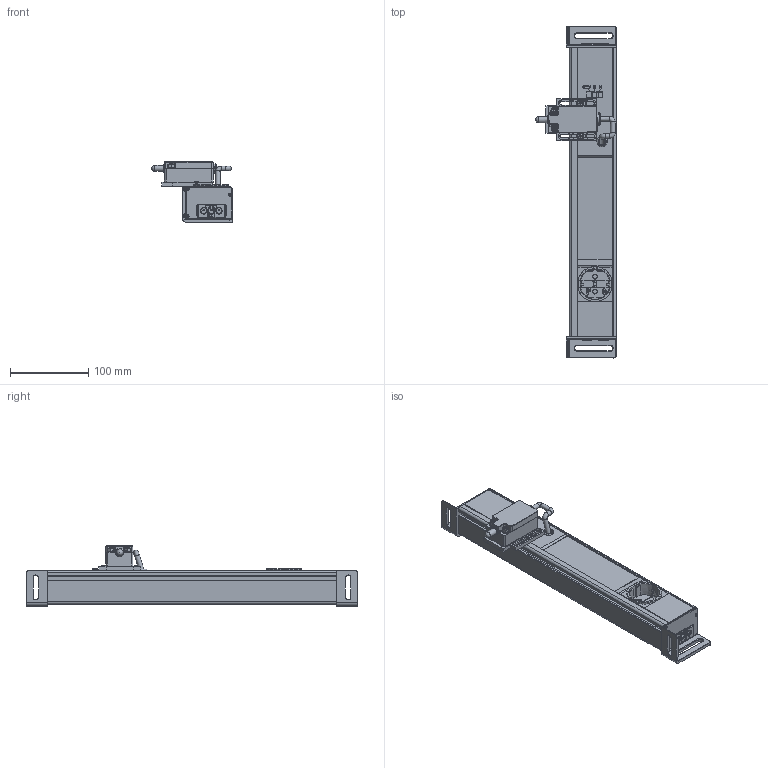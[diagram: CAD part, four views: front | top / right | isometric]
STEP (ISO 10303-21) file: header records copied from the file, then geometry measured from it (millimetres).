
FILE_DESCRIPTION(/* description */ (''),/* implementation_level */ '2;1');
FILE_NAME(/* name */ '110087_LED-A-325-SK-E-VK.stp',/* time_stamp */ '2022-03-28T18:29:55+02:00',/* author */ ('cad'),/* organization */ (''),/* preprocessor_version */ 'ST-DEVELOPER v15.6',/* originating_system */ 'Autodesk Inventor 2015',/* authorisation */ '');
FILE_SCHEMA (('AUTOMOTIVE_DESIGN { 1 0 10303 214 3 1 1 }'));
Products named in the file (1): 110087_LED-A-325-SK-E-VK_Shrinkwrap_1
Bounding box: 103.2 x 425 x 77.4 mm (x, y, z)
Surface area: 179130.5 mm2 (no closed solid volume)
Topology: 0 solids, 100 shells, 1767 faces, 6152 edges, 4428 vertices
Faces by surface type: plane 1307, cylinder 353, cone 38, bspline 34, torus 21, sphere 14
Full cylindrical faces by diameter (mm): 1.75 x2, 2.797 x1, 2.8 x2, 4 x2, 4.3 x4, 4.5 x2, 5.5 x2, 6 x4, 7.9 x1, 8 x2, 8.5 x2
Entity records: 68416 total; most frequent: CARTESIAN_POINT 15192, DIRECTION 10453, ORIENTED_EDGE 10351, EDGE_CURVE 6085, LINE 4671, VECTOR 4671, VERTEX_POINT 4413, AXIS2_PLACEMENT_3D 2891
